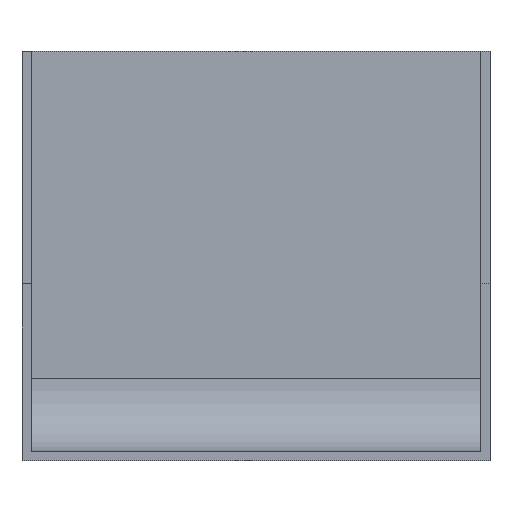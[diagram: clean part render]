
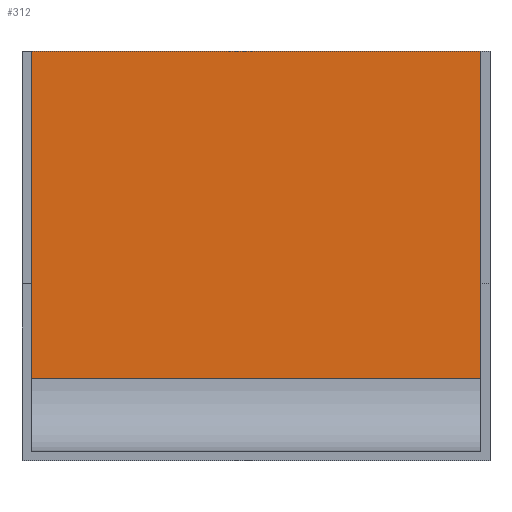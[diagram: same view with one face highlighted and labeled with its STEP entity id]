
A CAD part, front view. The second image highlights one B-rep face of the part: STEP entity #312.
In plain terms, the highlighted planar face has unit normal (0, -1, 0).
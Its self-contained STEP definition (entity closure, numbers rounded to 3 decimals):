
#10 = ORIENTED_EDGE ( 'NONE', *, *, #92, .T. ) ;
#48 = LINE ( 'NONE', #311, #62 ) ;
#49 = EDGE_CURVE ( 'NONE', #165, #182, #452, .T. ) ;
#50 = DIRECTION ( 'NONE',  ( 0., 0., -1. ) ) ;
#60 = PLANE ( 'NONE',  #413 ) ;
#62 = VECTOR ( 'NONE', #402, 1000. ) ;
#92 = EDGE_CURVE ( 'NONE', #297, #229, #48, .T. ) ;
#108 = DIRECTION ( 'NONE',  ( 0., -1., 0. ) ) ;
#112 = ORIENTED_EDGE ( 'NONE', *, *, #433, .F. ) ;
#114 = CARTESIAN_POINT ( 'NONE',  ( -55., 47.8, 50. ) ) ;
#159 = ORIENTED_EDGE ( 'NONE', *, *, #49, .F. ) ;
#165 = VERTEX_POINT ( 'NONE', #341 ) ;
#169 = EDGE_LOOP ( 'NONE', ( #112, #159, #197, #10 ) ) ;
#182 = VERTEX_POINT ( 'NONE', #203 ) ;
#197 = ORIENTED_EDGE ( 'NONE', *, *, #293, .T. ) ;
#203 = CARTESIAN_POINT ( 'NONE',  ( -55., 47.8, -30. ) ) ;
#229 = VERTEX_POINT ( 'NONE', #114 ) ;
#266 = LINE ( 'NONE', #329, #523 ) ;
#277 = CARTESIAN_POINT ( 'NONE',  ( 55., 47.8, 50. ) ) ;
#293 = EDGE_CURVE ( 'NONE', #165, #297, #490, .T. ) ;
#297 = VERTEX_POINT ( 'NONE', #533 ) ;
#311 = CARTESIAN_POINT ( 'NONE',  ( 57.2, 47.8, 50. ) ) ;
#312 = ADVANCED_FACE ( 'NONE', ( #494 ), #60, .T. ) ;
#315 = DIRECTION ( 'NONE',  ( 0., 0., 1. ) ) ;
#329 = CARTESIAN_POINT ( 'NONE',  ( -55., 47.8, 50. ) ) ;
#333 = DIRECTION ( 'NONE',  ( -1., 0., 0. ) ) ;
#341 = CARTESIAN_POINT ( 'NONE',  ( 55., 47.8, -30. ) ) ;
#370 = CARTESIAN_POINT ( 'NONE',  ( 57.2, 47.8, 50. ) ) ;
#381 = CARTESIAN_POINT ( 'NONE',  ( 57.2, 47.8, -30. ) ) ;
#402 = DIRECTION ( 'NONE',  ( -1., 0., 0. ) ) ;
#413 = AXIS2_PLACEMENT_3D ( 'NONE', #370, #108, #50 ) ;
#425 = DIRECTION ( 'NONE',  ( 0., 0., 1. ) ) ;
#433 = EDGE_CURVE ( 'NONE', #182, #229, #266, .T. ) ;
#452 = LINE ( 'NONE', #381, #454 ) ;
#454 = VECTOR ( 'NONE', #333, 1000. ) ;
#488 = VECTOR ( 'NONE', #315, 1000. ) ;
#490 = LINE ( 'NONE', #277, #488 ) ;
#494 = FACE_OUTER_BOUND ( 'NONE', #169, .T. ) ;
#523 = VECTOR ( 'NONE', #425, 1000. ) ;
#533 = CARTESIAN_POINT ( 'NONE',  ( 55., 47.8, 50. ) ) ;
